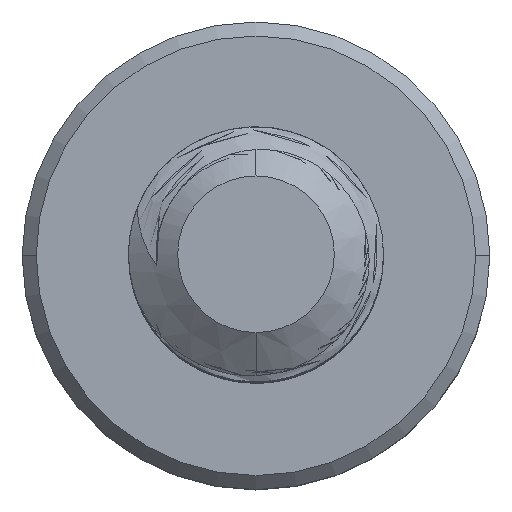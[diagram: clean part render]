
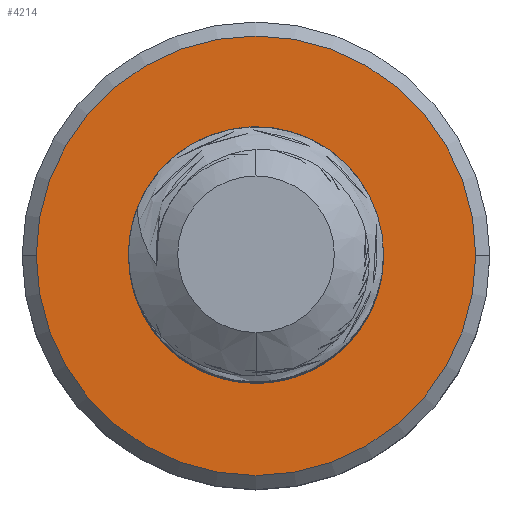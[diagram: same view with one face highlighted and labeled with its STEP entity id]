
A CAD part, top view. The second image highlights one B-rep face of the part: STEP entity #4214.
In plain terms, the highlighted planar face has unit normal (0, 0, 1).
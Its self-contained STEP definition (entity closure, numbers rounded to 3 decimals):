
#101 = EDGE_LOOP ( 'NONE', ( #372, #3386 ) ) ;
#372 = ORIENTED_EDGE ( 'NONE', *, *, #3799, .F. ) ;
#483 = CARTESIAN_POINT ( 'NONE',  ( 0., 0., -10. ) ) ;
#1135 = AXIS2_PLACEMENT_3D ( 'NONE', #483, #3670, #2335 ) ;
#1157 = PLANE ( 'NONE',  #1656 ) ;
#1382 = EDGE_CURVE ( 'NONE', #2081, #5091, #3027, .T. ) ;
#1630 = CARTESIAN_POINT ( 'NONE',  ( -1.5, 0., -10. ) ) ;
#1656 = AXIS2_PLACEMENT_3D ( 'NONE', #2944, #5074, #5502 ) ;
#1721 = CARTESIAN_POINT ( 'NONE',  ( 0., 0., -10. ) ) ;
#1833 = CIRCLE ( 'NONE', #2834, 1.5 ) ;
#2047 = AXIS2_PLACEMENT_3D ( 'NONE', #4717, #3422, #3826 ) ;
#2081 = VERTEX_POINT ( 'NONE', #3971 ) ;
#2335 = DIRECTION ( 'NONE',  ( -1., 0., 0. ) ) ;
#2430 = CARTESIAN_POINT ( 'NONE',  ( 0., 0., -10. ) ) ;
#2483 = EDGE_LOOP ( 'NONE', ( #5519, #2896 ) ) ;
#2542 = EDGE_CURVE ( 'NONE', #5091, #2081, #5484, .T. ) ;
#2719 = VERTEX_POINT ( 'NONE', #1630 ) ;
#2746 = AXIS2_PLACEMENT_3D ( 'NONE', #1721, #3493, #3898 ) ;
#2834 = AXIS2_PLACEMENT_3D ( 'NONE', #2430, #5428, #5081 ) ;
#2887 = FACE_BOUND ( 'NONE', #101, .T. ) ;
#2896 = ORIENTED_EDGE ( 'NONE', *, *, #2542, .F. ) ;
#2944 = CARTESIAN_POINT ( 'NONE',  ( 0., 0., -10. ) ) ;
#3027 = CIRCLE ( 'NONE', #2746, 2.585 ) ;
#3237 = CARTESIAN_POINT ( 'NONE',  ( 2.585, 0., -10. ) ) ;
#3386 = ORIENTED_EDGE ( 'NONE', *, *, #3569, .F. ) ;
#3414 = VERTEX_POINT ( 'NONE', #5035 ) ;
#3422 = DIRECTION ( 'NONE',  ( 0., 0., 1. ) ) ;
#3493 = DIRECTION ( 'NONE',  ( 0., 0., -1. ) ) ;
#3569 = EDGE_CURVE ( 'NONE', #2719, #3414, #5175, .T. ) ;
#3670 = DIRECTION ( 'NONE',  ( 0., 0., -1. ) ) ;
#3799 = EDGE_CURVE ( 'NONE', #3414, #2719, #1833, .T. ) ;
#3826 = DIRECTION ( 'NONE',  ( 1., 0., 0. ) ) ;
#3898 = DIRECTION ( 'NONE',  ( -1., 0., 0. ) ) ;
#3971 = CARTESIAN_POINT ( 'NONE',  ( -2.585, 0., -10. ) ) ;
#4214 = ADVANCED_FACE ( 'NONE', ( #2887, #5557 ), #1157, .F. ) ;
#4717 = CARTESIAN_POINT ( 'NONE',  ( 0., 0., -10. ) ) ;
#5035 = CARTESIAN_POINT ( 'NONE',  ( 1.5, 0., -10. ) ) ;
#5074 = DIRECTION ( 'NONE',  ( 0., 0., -1. ) ) ;
#5081 = DIRECTION ( 'NONE',  ( 1., 0., 0. ) ) ;
#5091 = VERTEX_POINT ( 'NONE', #3237 ) ;
#5175 = CIRCLE ( 'NONE', #2047, 1.5 ) ;
#5428 = DIRECTION ( 'NONE',  ( 0., 0., 1. ) ) ;
#5484 = CIRCLE ( 'NONE', #1135, 2.585 ) ;
#5502 = DIRECTION ( 'NONE',  ( 0., -1., 0. ) ) ;
#5519 = ORIENTED_EDGE ( 'NONE', *, *, #1382, .F. ) ;
#5557 = FACE_OUTER_BOUND ( 'NONE', #2483, .T. ) ;
